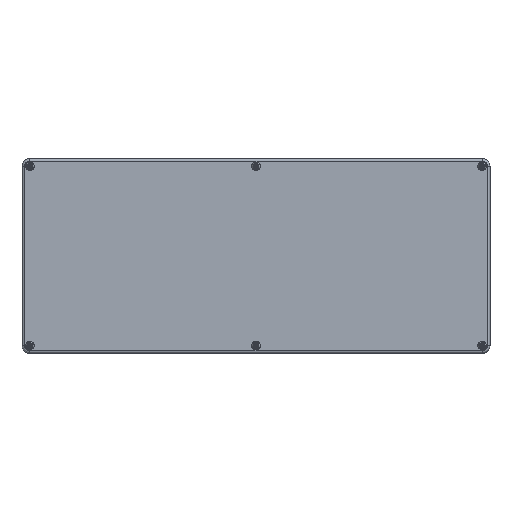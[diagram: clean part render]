
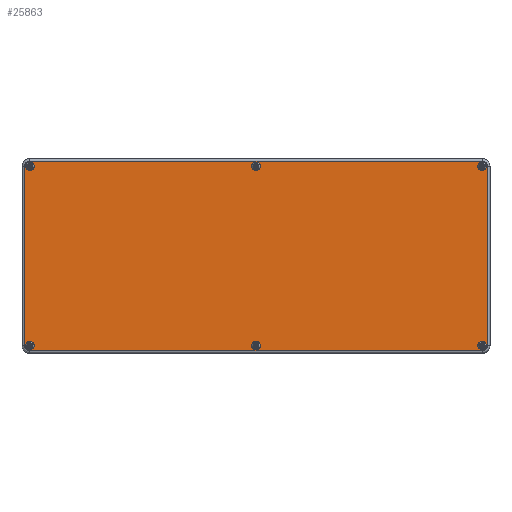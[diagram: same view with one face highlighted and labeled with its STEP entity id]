
A CAD part, top view. The second image highlights one B-rep face of the part: STEP entity #25863.
In plain terms, the highlighted face is planar.
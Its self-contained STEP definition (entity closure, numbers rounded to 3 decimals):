
#25420=CARTESIAN_POINT('',(296.616,-115.,-25.0));
#25421=VERTEX_POINT('',#25420);
#25429=CARTESIAN_POINT('',(296.616,115.,-25.0));
#25430=VERTEX_POINT('',#25429);
#25431=CARTESIAN_POINT('',(296.616,-115.,-25.0));
#25432=DIRECTION('',(0.0,1.0,0.0));
#25433=VECTOR('',#25432,230.);
#25434=LINE('',#25431,#25433);
#25435=EDGE_CURVE('',#25421,#25430,#25434,.T.);
#25462=CARTESIAN_POINT('',(290.,-121.616,-25.0));
#25463=VERTEX_POINT('',#25462);
#25471=CARTESIAN_POINT('',(290.,-115.,-25.0));
#25472=DIRECTION('',(0.0,0.0,1.0));
#25473=DIRECTION('',(0.707,-0.707,0.0));
#25474=AXIS2_PLACEMENT_3D('',#25471,#25472,#25473);
#25475=CIRCLE('',#25474,6.616);
#25476=EDGE_CURVE('',#25463,#25421,#25475,.T.);
#25494=CARTESIAN_POINT('',(290.,121.616,-25.0));
#25495=VERTEX_POINT('',#25494);
#25513=CARTESIAN_POINT('',(290.,115.,-25.0));
#25514=DIRECTION('',(0.0,0.0,1.0));
#25515=DIRECTION('',(0.707,0.707,0.0));
#25516=AXIS2_PLACEMENT_3D('',#25513,#25514,#25515);
#25517=CIRCLE('',#25516,6.616);
#25518=EDGE_CURVE('',#25430,#25495,#25517,.T.);
#25530=CARTESIAN_POINT('',(-290.,-121.616,-25.0));
#25531=VERTEX_POINT('',#25530);
#25539=CARTESIAN_POINT('',(-290.,-121.616,-25.0));
#25540=DIRECTION('',(1.0,0.0,0.0));
#25541=VECTOR('',#25540,580.);
#25542=LINE('',#25539,#25541);
#25543=EDGE_CURVE('',#25531,#25463,#25542,.T.);
#25560=CARTESIAN_POINT('',(-290.,121.616,-25.0));
#25561=VERTEX_POINT('',#25560);
#25578=CARTESIAN_POINT('',(290.,121.616,-25.0));
#25579=DIRECTION('',(-1.0,0.0,0.0));
#25580=VECTOR('',#25579,580.);
#25581=LINE('',#25578,#25580);
#25582=EDGE_CURVE('',#25495,#25561,#25581,.T.);
#25594=CARTESIAN_POINT('',(-296.616,-115.,-25.0));
#25595=VERTEX_POINT('',#25594);
#25603=CARTESIAN_POINT('',(-290.,-115.,-25.0));
#25604=DIRECTION('',(0.0,0.0,1.0));
#25605=DIRECTION('',(-0.707,-0.707,0.0));
#25606=AXIS2_PLACEMENT_3D('',#25603,#25604,#25605);
#25607=CIRCLE('',#25606,6.616);
#25608=EDGE_CURVE('',#25595,#25531,#25607,.T.);
#25626=CARTESIAN_POINT('',(-296.616,115.,-25.0));
#25627=VERTEX_POINT('',#25626);
#25645=CARTESIAN_POINT('',(-290.,115.,-25.0));
#25646=DIRECTION('',(0.0,0.0,1.0));
#25647=DIRECTION('',(-0.707,0.707,0.0));
#25648=AXIS2_PLACEMENT_3D('',#25645,#25646,#25647);
#25649=CIRCLE('',#25648,6.616);
#25650=EDGE_CURVE('',#25561,#25627,#25649,.T.);
#25668=CARTESIAN_POINT('',(-296.616,115.,-25.0));
#25669=DIRECTION('',(0.0,-1.0,0.0));
#25670=VECTOR('',#25669,230.);
#25671=LINE('',#25668,#25670);
#25672=EDGE_CURVE('',#25627,#25595,#25671,.T.);
#25782=CARTESIAN_POINT('',(0.,0.,-25.0));
#25783=DIRECTION('',(0.0,0.0,1.0));
#25784=DIRECTION('',(1.0,0.0,0.0));
#25785=AXIS2_PLACEMENT_3D('',#25782,#25783,#25784);
#25786=PLANE('',#25785);
#25787=ORIENTED_EDGE('',*,*,#25435,.F.);
#25788=ORIENTED_EDGE('',*,*,#25476,.F.);
#25789=ORIENTED_EDGE('',*,*,#25543,.F.);
#25790=ORIENTED_EDGE('',*,*,#25608,.F.);
#25791=ORIENTED_EDGE('',*,*,#25672,.F.);
#25792=ORIENTED_EDGE('',*,*,#25650,.F.);
#25793=ORIENTED_EDGE('',*,*,#25582,.F.);
#25794=ORIENTED_EDGE('',*,*,#25518,.F.);
#25795=EDGE_LOOP('',(#25787,#25788,#25789,#25790,#25791,#25792,#25793,#25794));
#25796=FACE_OUTER_BOUND('',#25795,.T.);
#25797=CARTESIAN_POINT('',(-5.5,-115.,-25.0));
#25798=VERTEX_POINT('',#25797);
#25799=CARTESIAN_POINT('',(0.0,-115.,-25.0));
#25800=DIRECTION('',(0.0,0.0,1.0));
#25801=DIRECTION('',(1.0,0.0,0.0));
#25802=AXIS2_PLACEMENT_3D('',#25799,#25800,#25801);
#25803=CIRCLE('',#25802,5.5);
#25804=EDGE_CURVE('',#25798,#25798,#25803,.T.);
#25805=ORIENTED_EDGE('',*,*,#25804,.T.);
#25806=EDGE_LOOP('',(#25805));
#25807=FACE_BOUND('',#25806,.T.);
#25808=CARTESIAN_POINT('',(-295.5,-115.,-25.0));
#25809=VERTEX_POINT('',#25808);
#25810=CARTESIAN_POINT('',(-290.,-115.,-25.0));
#25811=DIRECTION('',(0.0,0.0,1.0));
#25812=DIRECTION('',(1.0,0.0,0.0));
#25813=AXIS2_PLACEMENT_3D('',#25810,#25811,#25812);
#25814=CIRCLE('',#25813,5.5);
#25815=EDGE_CURVE('',#25809,#25809,#25814,.T.);
#25816=ORIENTED_EDGE('',*,*,#25815,.T.);
#25817=EDGE_LOOP('',(#25816));
#25818=FACE_BOUND('',#25817,.T.);
#25819=CARTESIAN_POINT('',(-295.5,115.,-25.0));
#25820=VERTEX_POINT('',#25819);
#25821=CARTESIAN_POINT('',(-290.0,115.,-25.0));
#25822=DIRECTION('',(0.0,0.0,1.0));
#25823=DIRECTION('',(1.0,0.0,0.0));
#25824=AXIS2_PLACEMENT_3D('',#25821,#25822,#25823);
#25825=CIRCLE('',#25824,5.5);
#25826=EDGE_CURVE('',#25820,#25820,#25825,.T.);
#25827=ORIENTED_EDGE('',*,*,#25826,.T.);
#25828=EDGE_LOOP('',(#25827));
#25829=FACE_BOUND('',#25828,.T.);
#25830=CARTESIAN_POINT('',(284.5,115.,-25.0));
#25831=VERTEX_POINT('',#25830);
#25832=CARTESIAN_POINT('',(290.0,115.,-25.0));
#25833=DIRECTION('',(0.0,0.0,1.0));
#25834=DIRECTION('',(1.0,0.0,0.0));
#25835=AXIS2_PLACEMENT_3D('',#25832,#25833,#25834);
#25836=CIRCLE('',#25835,5.5);
#25837=EDGE_CURVE('',#25831,#25831,#25836,.T.);
#25838=ORIENTED_EDGE('',*,*,#25837,.T.);
#25839=EDGE_LOOP('',(#25838));
#25840=FACE_BOUND('',#25839,.T.);
#25841=CARTESIAN_POINT('',(284.5,-115.,-25.0));
#25842=VERTEX_POINT('',#25841);
#25843=CARTESIAN_POINT('',(290.,-115.,-25.0));
#25844=DIRECTION('',(0.0,0.0,1.0));
#25845=DIRECTION('',(1.0,0.0,0.0));
#25846=AXIS2_PLACEMENT_3D('',#25843,#25844,#25845);
#25847=CIRCLE('',#25846,5.5);
#25848=EDGE_CURVE('',#25842,#25842,#25847,.T.);
#25849=ORIENTED_EDGE('',*,*,#25848,.T.);
#25850=EDGE_LOOP('',(#25849));
#25851=FACE_BOUND('',#25850,.T.);
#25852=CARTESIAN_POINT('',(-5.5,115.,-25.0));
#25853=VERTEX_POINT('',#25852);
#25854=CARTESIAN_POINT('',(0.0,115.,-25.0));
#25855=DIRECTION('',(0.0,0.0,1.0));
#25856=DIRECTION('',(1.0,0.0,0.0));
#25857=AXIS2_PLACEMENT_3D('',#25854,#25855,#25856);
#25858=CIRCLE('',#25857,5.5);
#25859=EDGE_CURVE('',#25853,#25853,#25858,.T.);
#25860=ORIENTED_EDGE('',*,*,#25859,.T.);
#25861=EDGE_LOOP('',(#25860));
#25862=FACE_BOUND('',#25861,.T.);
#25863=ADVANCED_FACE('',(#25796,#25807,#25818,#25829,#25840,#25851,#25862),#25786,.F.);
